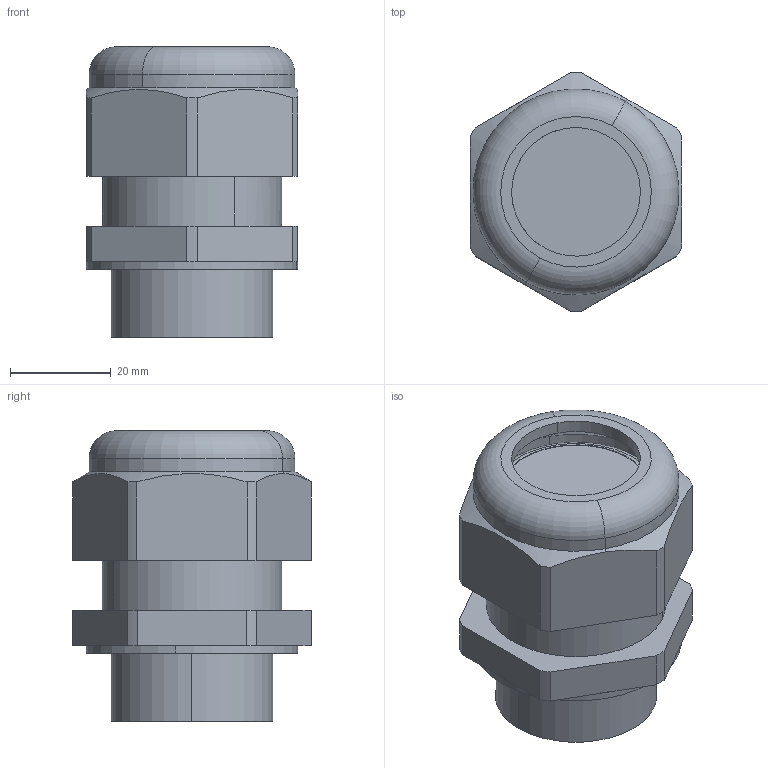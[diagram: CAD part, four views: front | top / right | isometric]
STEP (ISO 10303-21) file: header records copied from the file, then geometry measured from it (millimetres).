
FILE_DESCRIPTION(('CATIA V5 STEP Exchange','CAx-IF Rec.Pracs.--- Model Styling and Organization---1.4--- 2014-01-23'),'2;1');
FILE_NAME ('D1452111_0_1461170000_1461170000.stp','2019-10-08T07:40:00+00:00',('none'),('Weidmueller'),'CATIA Version 5-6 Release 2016 SP3 HF44','CATIA V5 STEP AP214','none');
FILE_SCHEMA(('AUTOMOTIVE_DESIGN { 1 0 10303 214 1 1 1 1 }'));
Length unit declared in the file: millimetre
Products named in the file (1): 1461170000_VG_M32_EXE_SW
Bounding box: 42 x 47.34 x 57.6 mm (x, y, z)
Volume: 36951.7 mm3; surface area: 23849.2 mm2
Topology: 4 solids, 4 shells, 78 faces, 176 edges, 112 vertices
Faces by surface type: cylinder 38, plane 26, torus 10, cone 4
Entity records: 2398 total; most frequent: CARTESIAN_POINT 634, ORIENTED_EDGE 352, DIRECTION 293, EDGE_CURVE 176, AXIS2_PLACEMENT_3D 153, VERTEX_POINT 112, EDGE_LOOP 90, CIRCLE 83
